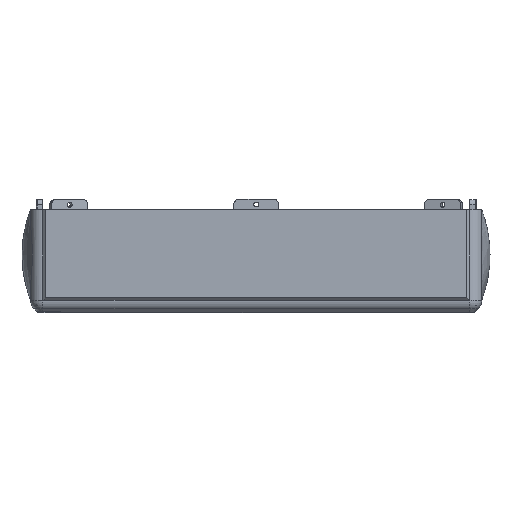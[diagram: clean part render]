
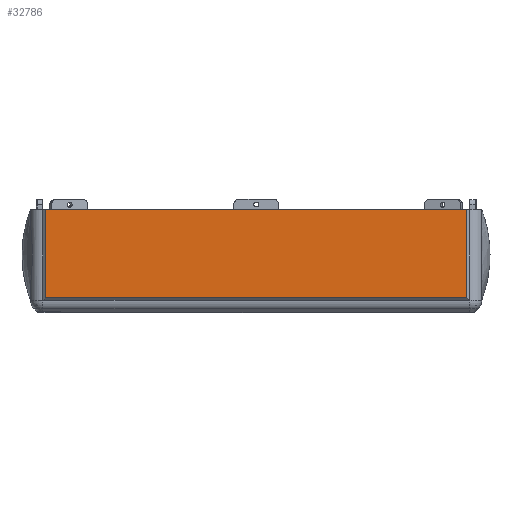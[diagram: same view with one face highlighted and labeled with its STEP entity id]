
A CAD part, front view. The second image highlights one B-rep face of the part: STEP entity #32786.
In plain terms, the highlighted planar face has unit normal (0, -1, 0).
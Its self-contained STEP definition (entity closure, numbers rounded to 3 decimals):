
#1788=PLANE('',#34893);
#3247=FACE_OUTER_BOUND('',#5003,.T.);
#5003=EDGE_LOOP('',(#27892,#27893,#27894,#27895));
#7803=LINE('',#50238,#11401);
#8617=LINE('',#53346,#12215);
#8618=LINE('',#53349,#12216);
#8619=LINE('',#53350,#12217);
#11401=VECTOR('',#39787,10.);
#12215=VECTOR('',#41839,10.);
#12216=VECTOR('',#41842,10.);
#12217=VECTOR('',#41843,10.);
#15423=VERTEX_POINT('',#50235);
#15424=VERTEX_POINT('',#50237);
#16094=VERTEX_POINT('',#53344);
#16095=VERTEX_POINT('',#53348);
#19238=EDGE_CURVE('',#15423,#15424,#7803,.T.);
#20329=EDGE_CURVE('',#16094,#15423,#8617,.T.);
#20330=EDGE_CURVE('',#15424,#16095,#8618,.T.);
#20331=EDGE_CURVE('',#16094,#16095,#8619,.T.);
#27892=ORIENTED_EDGE('',*,*,#20330,.F.);
#27893=ORIENTED_EDGE('',*,*,#19238,.F.);
#27894=ORIENTED_EDGE('',*,*,#20329,.F.);
#27895=ORIENTED_EDGE('',*,*,#20331,.T.);
#32786=ADVANCED_FACE('',(#3247),#1788,.T.);
#34893=AXIS2_PLACEMENT_3D('',#53347,#41840,#41841);
#39787=DIRECTION('',(-1.,0.,0.));
#41839=DIRECTION('',(0.,0.,-1.));
#41840=DIRECTION('center_axis',(0.,-1.,0.));
#41841=DIRECTION('ref_axis',(0.,0.,-1.));
#41842=DIRECTION('',(0.,0.,1.));
#41843=DIRECTION('',(-1.,0.,0.));
#50235=CARTESIAN_POINT('',(60.832,-132.505,5.071));
#50237=CARTESIAN_POINT('',(-111.168,-132.505,5.071));
#50238=CARTESIAN_POINT('',(-112.168,-132.505,5.071));
#53344=CARTESIAN_POINT('',(60.832,-132.505,41.));
#53346=CARTESIAN_POINT('',(60.832,-132.505,1.536));
#53347=CARTESIAN_POINT('Origin',(-112.168,-132.505,-1.));
#53348=CARTESIAN_POINT('',(-111.168,-132.505,41.));
#53349=CARTESIAN_POINT('',(-111.168,-132.505,20.));
#53350=CARTESIAN_POINT('',(-68.668,-132.505,41.));
